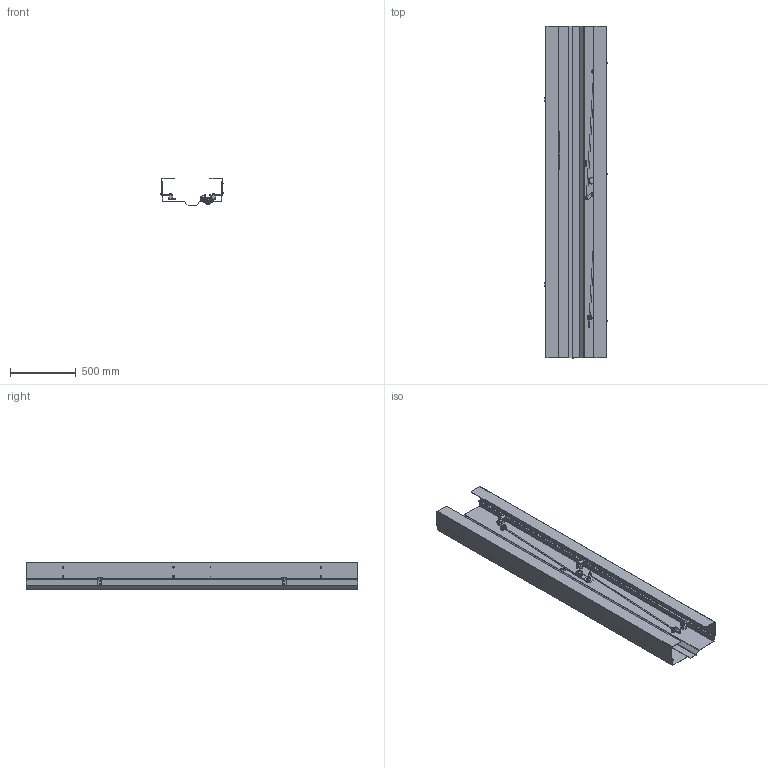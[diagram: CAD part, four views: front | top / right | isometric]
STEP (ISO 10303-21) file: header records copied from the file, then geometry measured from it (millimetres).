
FILE_DESCRIPTION (( 'STEP AP203' ), '1' );
FILE_NAME ('0544330000.STEP', '2026-02-18T12:16:10', ( '' ), ( '' ), 'SwSTEP 2.0', 'SolidWorks 2022', '' );
FILE_SCHEMA (( 'CONFIG_CONTROL_DESIGN' ));
Length unit declared in the file: millimetre
Products named in the file (1): 0544330000
Bounding box: 473.25 x 2520 x 208.5 mm (x, y, z)
Volume: 5869892.8 mm3; surface area: 5662928.7 mm2
Topology: 84 solids, 86 shells, 1937 faces, 4687 edges, 2946 vertices
Faces by surface type: plane 920, cylinder 704, cone 201, bspline 40, sphere 36, torus 36
Entity records: 59097 total; most frequent: CARTESIAN_POINT 13080, DIRECTION 9914, ORIENTED_EDGE 9268, EDGE_CURVE 4634, AXIS2_PLACEMENT_3D 3788, VERTEX_POINT 2922, LINE 2338, VECTOR 2338
